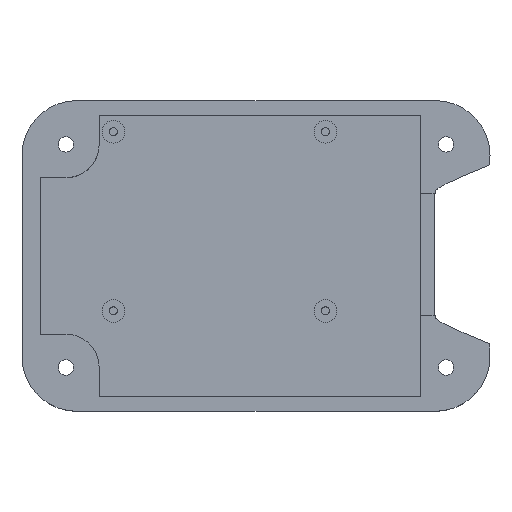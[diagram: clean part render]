
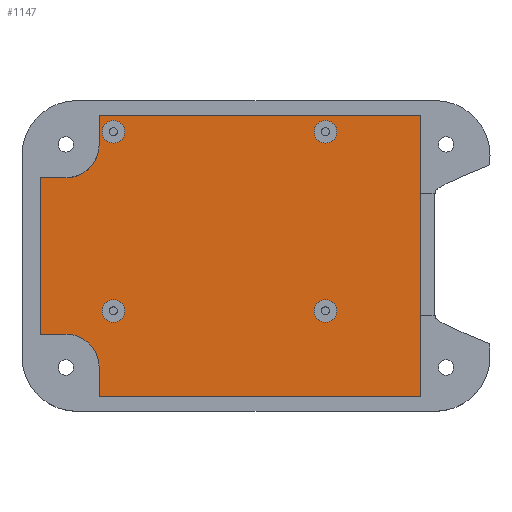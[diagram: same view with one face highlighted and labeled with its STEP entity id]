
A CAD part, top view. The second image highlights one B-rep face of the part: STEP entity #1147.
In plain terms, the highlighted planar face has unit normal (0, 0, 1).
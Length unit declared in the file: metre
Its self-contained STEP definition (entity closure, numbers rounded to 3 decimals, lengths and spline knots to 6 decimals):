
#72=CIRCLE('',#1251,0.0031);
#73=CIRCLE('',#1253,0.0031);
#74=CIRCLE('',#1255,0.0031);
#75=CIRCLE('',#1257,0.0031);
#76=CIRCLE('',#1273,0.0091);
#77=CIRCLE('',#1274,0.0091);
#346=ORIENTED_EDGE('',*,*,#535,.T.);
#347=ORIENTED_EDGE('',*,*,#400,.T.);
#348=ORIENTED_EDGE('',*,*,#498,.F.);
#349=ORIENTED_EDGE('',*,*,#464,.F.);
#350=ORIENTED_EDGE('',*,*,#500,.T.);
#351=ORIENTED_EDGE('',*,*,#502,.T.);
#352=ORIENTED_EDGE('',*,*,#536,.T.);
#353=ORIENTED_EDGE('',*,*,#537,.F.);
#354=ORIENTED_EDGE('',*,*,#538,.F.);
#355=ORIENTED_EDGE('',*,*,#539,.F.);
#356=ORIENTED_EDGE('',*,*,#521,.F.);
#357=ORIENTED_EDGE('',*,*,#520,.F.);
#358=ORIENTED_EDGE('',*,*,#519,.F.);
#359=ORIENTED_EDGE('',*,*,#518,.T.);
#400=EDGE_CURVE('',#548,#549,#652,.T.);
#464=EDGE_CURVE('',#608,#603,#687,.T.);
#498=EDGE_CURVE('',#603,#549,#710,.T.);
#500=EDGE_CURVE('',#608,#626,#712,.T.);
#502=EDGE_CURVE('',#626,#627,#714,.T.);
#518=EDGE_CURVE('',#640,#640,#72,.F.);
#519=EDGE_CURVE('',#641,#641,#73,.T.);
#520=EDGE_CURVE('',#642,#642,#74,.T.);
#521=EDGE_CURVE('',#643,#643,#75,.T.);
#535=EDGE_CURVE('',#644,#548,#76,.F.);
#536=EDGE_CURVE('',#627,#645,#77,.F.);
#537=EDGE_CURVE('',#646,#645,#731,.T.);
#538=EDGE_CURVE('',#647,#646,#732,.T.);
#539=EDGE_CURVE('',#644,#647,#733,.T.);
#548=VERTEX_POINT('',#1620);
#549=VERTEX_POINT('',#1621);
#603=VERTEX_POINT('',#1772);
#608=VERTEX_POINT('',#1795);
#626=VERTEX_POINT('',#1948);
#627=VERTEX_POINT('',#1952);
#640=VERTEX_POINT('',#1996);
#641=VERTEX_POINT('',#1999);
#642=VERTEX_POINT('',#2002);
#643=VERTEX_POINT('',#2005);
#644=VERTEX_POINT('',#2035);
#645=VERTEX_POINT('',#2037);
#646=VERTEX_POINT('',#2039);
#647=VERTEX_POINT('',#2041);
#652=LINE('',#1619,#738);
#687=LINE('',#1796,#773);
#710=LINE('',#1945,#796);
#712=LINE('',#1949,#798);
#714=LINE('',#1953,#800);
#731=LINE('',#2038,#817);
#732=LINE('',#2040,#818);
#733=LINE('',#2042,#819);
#738=VECTOR('',#1297,1.);
#773=VECTOR('',#1392,1.);
#796=VECTOR('',#1449,1.);
#798=VECTOR('',#1453,1.);
#800=VECTOR('',#1457,1.);
#817=VECTOR('',#1574,1.);
#818=VECTOR('',#1575,1.);
#819=VECTOR('',#1576,1.);
#907=EDGE_LOOP('',(#346,#347,#348,#349,#350,#351,#352,#353,#354,#355));
#908=EDGE_LOOP('',(#356));
#909=EDGE_LOOP('',(#357));
#910=EDGE_LOOP('',(#358));
#911=EDGE_LOOP('',(#359));
#1017=FACE_BOUND('',#907,.T.);
#1018=FACE_BOUND('',#908,.T.);
#1019=FACE_BOUND('',#909,.T.);
#1020=FACE_BOUND('',#910,.T.);
#1021=FACE_BOUND('',#911,.T.);
#1079=PLANE('',#1272);
#1147=ADVANCED_FACE('',(#1017,#1018,#1019,#1020,#1021),#1079,.T.);
#1251=AXIS2_PLACEMENT_3D('',#1995,#1513,#1514);
#1253=AXIS2_PLACEMENT_3D('',#1998,#1517,#1518);
#1255=AXIS2_PLACEMENT_3D('',#2001,#1521,#1522);
#1257=AXIS2_PLACEMENT_3D('',#2004,#1525,#1526);
#1272=AXIS2_PLACEMENT_3D('',#2033,#1568,#1569);
#1273=AXIS2_PLACEMENT_3D('',#2034,#1570,#1571);
#1274=AXIS2_PLACEMENT_3D('',#2036,#1572,#1573);
#1297=DIRECTION('',(0.,-1.,0.));
#1392=DIRECTION('',(0.,-1.,0.));
#1449=DIRECTION('',(-1.,0.,0.));
#1453=DIRECTION('',(-1.,0.,0.));
#1457=DIRECTION('',(0.,-1.,0.));
#1513=DIRECTION('',(0.,0.,1.));
#1514=DIRECTION('',(1.,0.,0.));
#1517=DIRECTION('',(0.,0.,1.));
#1518=DIRECTION('',(1.,0.,0.));
#1521=DIRECTION('',(0.,0.,1.));
#1522=DIRECTION('',(1.,0.,0.));
#1525=DIRECTION('',(0.,0.,1.));
#1526=DIRECTION('',(1.,0.,0.));
#1568=DIRECTION('',(0.,0.,1.));
#1569=DIRECTION('',(1.,0.,0.));
#1570=DIRECTION('',(0.,0.,1.));
#1571=DIRECTION('',(1.,0.,0.));
#1572=DIRECTION('',(0.,0.,1.));
#1573=DIRECTION('',(1.,0.,0.));
#1574=DIRECTION('',(1.,0.,0.));
#1575=DIRECTION('',(0.,1.,0.));
#1576=DIRECTION('',(-1.,0.,0.));
#1619=CARTESIAN_POINT('',(-0.0429,-0.013604,-0.00395));
#1620=CARTESIAN_POINT('',(-0.0429,-0.04,-0.00395));
#1621=CARTESIAN_POINT('',(-0.0429,-0.048,-0.00395));
#1772=CARTESIAN_POINT('',(0.0449,-0.048,-0.00395));
#1795=CARTESIAN_POINT('',(0.0449,0.029,-0.00395));
#1796=CARTESIAN_POINT('',(0.0449,-0.013834,-0.00395));
#1945=CARTESIAN_POINT('',(-0.0075,-0.048,-0.00395));
#1948=CARTESIAN_POINT('',(-0.0429,0.029,-0.00395));
#1949=CARTESIAN_POINT('',(-0.0075,0.029,-0.00395));
#1952=CARTESIAN_POINT('',(-0.0429,0.021,-0.00395));
#1953=CARTESIAN_POINT('',(-0.0429,-0.013604,-0.00395));
#1995=CARTESIAN_POINT('',(-0.039,0.0245,-0.00395));
#1996=CARTESIAN_POINT('',(-0.0359,0.0245,-0.00395));
#1998=CARTESIAN_POINT('',(0.019,0.0245,-0.00395));
#1999=CARTESIAN_POINT('',(0.0221,0.0245,-0.00395));
#2001=CARTESIAN_POINT('',(-0.039,-0.0245,-0.00395));
#2002=CARTESIAN_POINT('',(-0.0359,-0.0245,-0.00395));
#2004=CARTESIAN_POINT('',(0.019,-0.0245,-0.00395));
#2005=CARTESIAN_POINT('',(0.0221,-0.0245,-0.00395));
#2033=CARTESIAN_POINT('',(0.0395,0.025,-0.00395));
#2034=CARTESIAN_POINT('',(-0.052,-0.04,-0.00395));
#2035=CARTESIAN_POINT('',(-0.052,-0.0309,-0.00395));
#2036=CARTESIAN_POINT('',(-0.052,0.021,-0.00395));
#2037=CARTESIAN_POINT('',(-0.052,0.0119,-0.00395));
#2038=CARTESIAN_POINT('',(-0.0555,0.0119,-0.00395));
#2039=CARTESIAN_POINT('',(-0.059,0.0119,-0.00395));
#2040=CARTESIAN_POINT('',(-0.059,-0.0095,-0.00395));
#2041=CARTESIAN_POINT('',(-0.059,-0.0309,-0.00395));
#2042=CARTESIAN_POINT('',(-0.0555,-0.0309,-0.00395));
